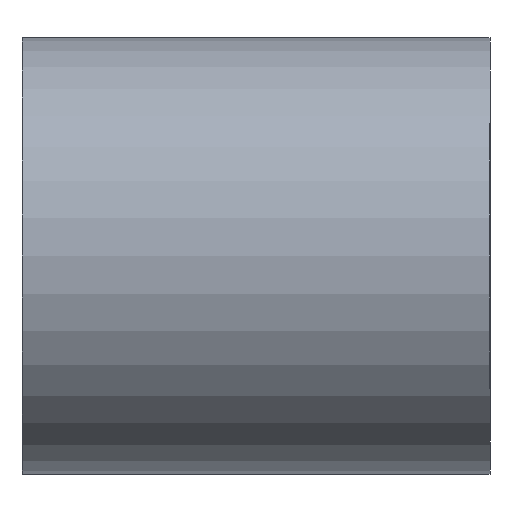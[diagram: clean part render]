
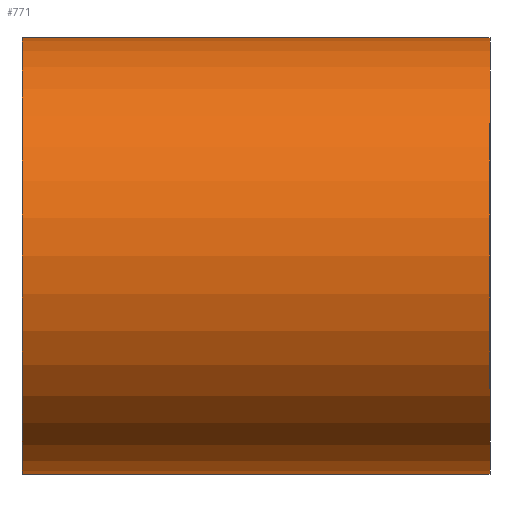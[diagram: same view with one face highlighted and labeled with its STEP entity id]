
A CAD part, left-side view. The second image highlights one B-rep face of the part: STEP entity #771.
In plain terms, the highlighted cylindrical face has radius 7 mm (diameter 14 mm), a partial arc.
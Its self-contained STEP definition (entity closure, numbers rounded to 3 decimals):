
#84 = EDGE_LOOP ( 'NONE', ( #1020, #997, #1000, #898 ) ) ;
#457 = AXIS2_PLACEMENT_3D ( 'NONE', #1384, #1396, #1392 ) ;
#556 = VECTOR ( 'NONE', #1205, 1000. ) ;
#570 = VECTOR ( 'NONE', #1290, 1000. ) ;
#574 = AXIS2_PLACEMENT_3D ( 'NONE', #1165, #1181, #1242 ) ;
#575 = CIRCLE ( 'NONE', #574, 7. ) ;
#577 = CIRCLE ( 'NONE', #457, 7. ) ;
#602 = AXIS2_PLACEMENT_3D ( 'NONE', #1481, #1463, #1469 ) ;
#704 = EDGE_CURVE ( 'NONE', #922, #920, #577, .T. ) ;
#705 = EDGE_CURVE ( 'NONE', #918, #924, #575, .T. ) ;
#708 = EDGE_CURVE ( 'NONE', #920, #918, #840, .T. ) ;
#718 = EDGE_CURVE ( 'NONE', #922, #924, #795, .T. ) ;
#771 = ADVANCED_FACE ( 'NONE', ( #985 ), #875, .T. ) ;
#795 = LINE ( 'NONE', #1285, #556 ) ;
#840 = LINE ( 'NONE', #1229, #570 ) ;
#875 = CYLINDRICAL_SURFACE ( 'NONE', #602, 7. ) ;
#898 = ORIENTED_EDGE ( 'NONE', *, *, #705, .T. ) ;
#918 = VERTEX_POINT ( 'NONE', #1519 ) ;
#920 = VERTEX_POINT ( 'NONE', #1518 ) ;
#922 = VERTEX_POINT ( 'NONE', #1517 ) ;
#924 = VERTEX_POINT ( 'NONE', #1516 ) ;
#985 = FACE_OUTER_BOUND ( 'NONE', #84, .T. ) ;
#997 = ORIENTED_EDGE ( 'NONE', *, *, #704, .T. ) ;
#1000 = ORIENTED_EDGE ( 'NONE', *, *, #708, .T. ) ;
#1020 = ORIENTED_EDGE ( 'NONE', *, *, #718, .F. ) ;
#1165 = CARTESIAN_POINT ( 'NONE',  ( 0., 7.5, 0. ) ) ;
#1181 = DIRECTION ( 'NONE',  ( 0., -1., 0. ) ) ;
#1205 = DIRECTION ( 'NONE',  ( 0., 1., 0. ) ) ;
#1229 = CARTESIAN_POINT ( 'NONE',  ( 0., 10.366, 7. ) ) ;
#1242 = DIRECTION ( 'NONE',  ( 0., 0., 1. ) ) ;
#1285 = CARTESIAN_POINT ( 'NONE',  ( 0., 10.366, -7. ) ) ;
#1290 = DIRECTION ( 'NONE',  ( 0., 1., 0. ) ) ;
#1384 = CARTESIAN_POINT ( 'NONE',  ( 0., -7.5, 0. ) ) ;
#1392 = DIRECTION ( 'NONE',  ( 0., 0., -1. ) ) ;
#1396 = DIRECTION ( 'NONE',  ( 0., 1., 0. ) ) ;
#1463 = DIRECTION ( 'NONE',  ( 0., 1., 0. ) ) ;
#1469 = DIRECTION ( 'NONE',  ( 0., 0., 1. ) ) ;
#1481 = CARTESIAN_POINT ( 'NONE',  ( 0., 10.366, 0. ) ) ;
#1516 = CARTESIAN_POINT ( 'NONE',  ( 0., 7.5, -7. ) ) ;
#1517 = CARTESIAN_POINT ( 'NONE',  ( 0., -7.5, -7. ) ) ;
#1518 = CARTESIAN_POINT ( 'NONE',  ( 0., -7.5, 7. ) ) ;
#1519 = CARTESIAN_POINT ( 'NONE',  ( 0., 7.5, 7. ) ) ;
